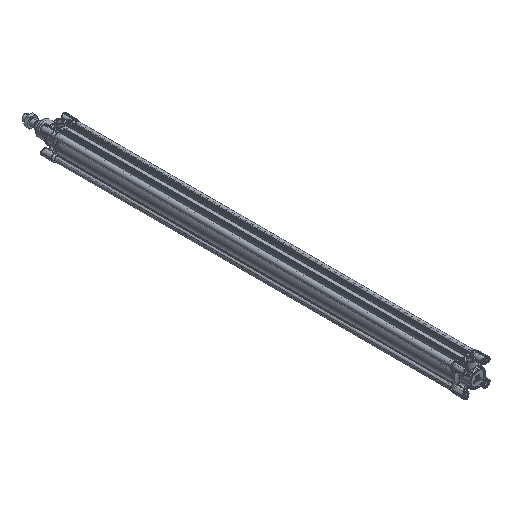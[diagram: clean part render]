
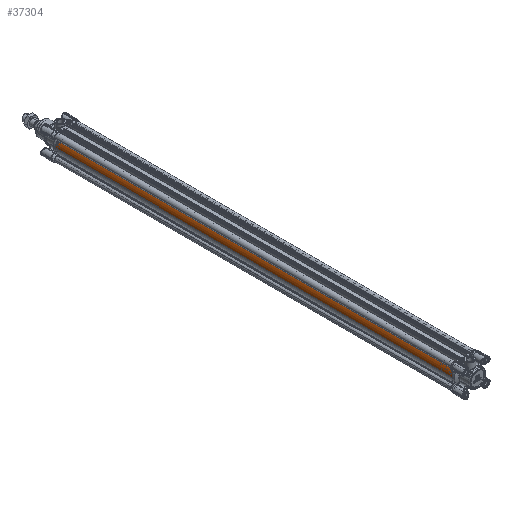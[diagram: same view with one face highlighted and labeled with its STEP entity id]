
A CAD part, isometric view. The second image highlights one B-rep face of the part: STEP entity #37304.
In plain terms, the highlighted cylindrical face has radius 27 mm (diameter 54 mm), a partial arc.
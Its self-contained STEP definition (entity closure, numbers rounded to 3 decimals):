
#2126 = CARTESIAN_POINT ( 'NONE',  ( -27., 975., 0. ) ) ;
#4449 = CARTESIAN_POINT ( 'NONE',  ( -22.483, 975., 14.95 ) ) ;
#6076 = VERTEX_POINT ( 'NONE', #36695 ) ;
#9079 = VERTEX_POINT ( 'NONE', #2126 ) ;
#10321 = VERTEX_POINT ( 'NONE', #4449 ) ;
#10635 = LINE ( 'NONE', #88073, #71813 ) ;
#12775 = CARTESIAN_POINT ( 'NONE',  ( 0., 975., 0. ) ) ;
#20037 = DIRECTION ( 'NONE',  ( 1., 0., 0. ) ) ;
#20323 = AXIS2_PLACEMENT_3D ( 'NONE', #89049, #104115, #53417 ) ;
#21082 = LINE ( 'NONE', #55067, #64276 ) ;
#21249 = EDGE_CURVE ( 'NONE', #10321, #9079, #53416, .T. ) ;
#25126 = DIRECTION ( 'NONE',  ( 0., -1., 0. ) ) ;
#27593 = ORIENTED_EDGE ( 'NONE', *, *, #49822, .F. ) ;
#28424 = DIRECTION ( 'NONE',  ( 0., 1., 0. ) ) ;
#34048 = DIRECTION ( 'NONE',  ( 1., 0., 0. ) ) ;
#36695 = CARTESIAN_POINT ( 'NONE',  ( -22.483, 31., 14.95 ) ) ;
#37304 = ADVANCED_FACE ( 'NONE', ( #80724 ), #70164, .T. ) ;
#39863 = VERTEX_POINT ( 'NONE', #72210 ) ;
#39992 = EDGE_LOOP ( 'NONE', ( #27593, #54381, #55171, #64450 ) ) ;
#46740 = DIRECTION ( 'NONE',  ( 0., 1., 0. ) ) ;
#49771 = AXIS2_PLACEMENT_3D ( 'NONE', #85862, #25126, #34048 ) ;
#49822 = EDGE_CURVE ( 'NONE', #39863, #9079, #21082, .T. ) ;
#53416 = CIRCLE ( 'NONE', #60481, 27. ) ;
#53417 = DIRECTION ( 'NONE',  ( -1., 0., 0. ) ) ;
#54381 = ORIENTED_EDGE ( 'NONE', *, *, #64058, .F. ) ;
#55067 = CARTESIAN_POINT ( 'NONE',  ( -27., 931., 0. ) ) ;
#55171 = ORIENTED_EDGE ( 'NONE', *, *, #105772, .T. ) ;
#60481 = AXIS2_PLACEMENT_3D ( 'NONE', #12775, #98016, #20037 ) ;
#63997 = CIRCLE ( 'NONE', #49771, 27. ) ;
#64058 = EDGE_CURVE ( 'NONE', #6076, #39863, #63997, .T. ) ;
#64276 = VECTOR ( 'NONE', #46740, 1000. ) ;
#64450 = ORIENTED_EDGE ( 'NONE', *, *, #21249, .T. ) ;
#70164 = CYLINDRICAL_SURFACE ( 'NONE', #20323, 27. ) ;
#71813 = VECTOR ( 'NONE', #28424, 1000. ) ;
#72210 = CARTESIAN_POINT ( 'NONE',  ( -27., 31., 0. ) ) ;
#80724 = FACE_OUTER_BOUND ( 'NONE', #39992, .T. ) ;
#85862 = CARTESIAN_POINT ( 'NONE',  ( 0., 31., 0. ) ) ;
#88073 = CARTESIAN_POINT ( 'NONE',  ( -22.483, 931., 14.95 ) ) ;
#89049 = CARTESIAN_POINT ( 'NONE',  ( 0., 931., 0. ) ) ;
#98016 = DIRECTION ( 'NONE',  ( 0., -1., 0. ) ) ;
#104115 = DIRECTION ( 'NONE',  ( 0., 1., 0. ) ) ;
#105772 = EDGE_CURVE ( 'NONE', #6076, #10321, #10635, .T. ) ;
